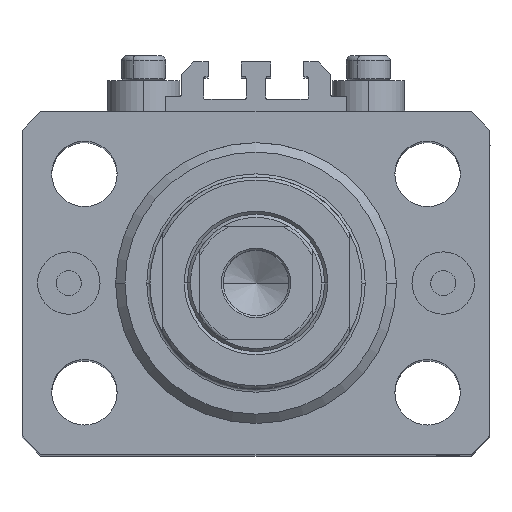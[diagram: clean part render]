
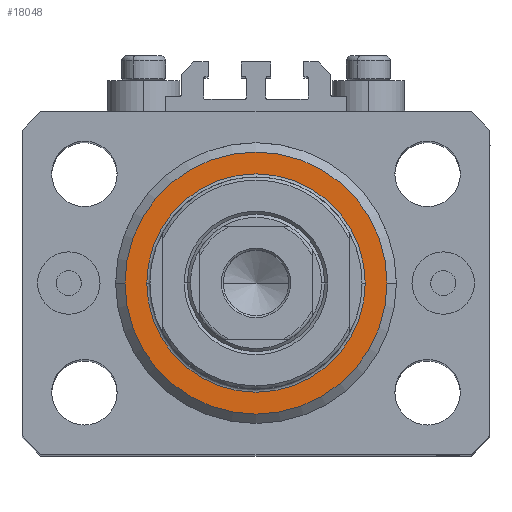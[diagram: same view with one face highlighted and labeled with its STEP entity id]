
A CAD part, top view. The second image highlights one B-rep face of the part: STEP entity #18048.
In plain terms, the highlighted face is planar.
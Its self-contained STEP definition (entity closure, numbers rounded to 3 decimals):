
#156 = DIRECTION ( 'NONE',  ( 0., 0., 1. ) ) ;
#1098 = PLANE ( 'NONE',  #29878 ) ;
#1962 = CARTESIAN_POINT ( 'NONE',  ( 21., 0., 0. ) ) ;
#2441 = CARTESIAN_POINT ( 'NONE',  ( 17.5, 0., 0. ) ) ;
#3601 = ORIENTED_EDGE ( 'NONE', *, *, #6911, .T. ) ;
#5228 = CARTESIAN_POINT ( 'NONE',  ( 0., 0., 0. ) ) ;
#5303 = CARTESIAN_POINT ( 'NONE',  ( 0., 0., 0. ) ) ;
#5532 = DIRECTION ( 'NONE',  ( 0., 0., -1. ) ) ;
#5864 = AXIS2_PLACEMENT_3D ( 'NONE', #5228, #37927, #34575 ) ;
#6709 = CARTESIAN_POINT ( 'NONE',  ( 0., 0., 0. ) ) ;
#6911 = EDGE_CURVE ( 'NONE', #35913, #27830, #31873, .T. ) ;
#8034 = FACE_BOUND ( 'NONE', #45634, .T. ) ;
#10960 = ORIENTED_EDGE ( 'NONE', *, *, #44092, .T. ) ;
#11307 = AXIS2_PLACEMENT_3D ( 'NONE', #21732, #21270, #46818 ) ;
#12049 = CARTESIAN_POINT ( 'NONE',  ( -17.5, 0., 0. ) ) ;
#12288 = EDGE_CURVE ( 'NONE', #27830, #35913, #17296, .T. ) ;
#13675 = AXIS2_PLACEMENT_3D ( 'NONE', #6709, #20297, #35342 ) ;
#16259 = DIRECTION ( 'NONE',  ( 1., 0., 0. ) ) ;
#17107 = CIRCLE ( 'NONE', #35413, 21. ) ;
#17296 = CIRCLE ( 'NONE', #5864, 17.5 ) ;
#18048 = ADVANCED_FACE ( 'NONE', ( #8034, #18523 ), #1098, .F. ) ;
#18321 = EDGE_LOOP ( 'NONE', ( #46595, #10960 ) ) ;
#18523 = FACE_OUTER_BOUND ( 'NONE', #18321, .T. ) ;
#20297 = DIRECTION ( 'NONE',  ( 0., 0., -1. ) ) ;
#21270 = DIRECTION ( 'NONE',  ( 0., 0., 1. ) ) ;
#21732 = CARTESIAN_POINT ( 'NONE',  ( 0., 0., 0. ) ) ;
#22003 = CARTESIAN_POINT ( 'NONE',  ( -21., 0., 0. ) ) ;
#22112 = CARTESIAN_POINT ( 'NONE',  ( 0., 0., 0. ) ) ;
#26408 = EDGE_CURVE ( 'NONE', #32114, #39042, #17107, .T. ) ;
#27830 = VERTEX_POINT ( 'NONE', #12049 ) ;
#29878 = AXIS2_PLACEMENT_3D ( 'NONE', #22112, #156, #37373 ) ;
#31873 = CIRCLE ( 'NONE', #11307, 17.5 ) ;
#32114 = VERTEX_POINT ( 'NONE', #1962 ) ;
#34575 = DIRECTION ( 'NONE',  ( 1., 0., 0. ) ) ;
#35342 = DIRECTION ( 'NONE',  ( 1., 0., 0. ) ) ;
#35413 = AXIS2_PLACEMENT_3D ( 'NONE', #5303, #5532, #16259 ) ;
#35913 = VERTEX_POINT ( 'NONE', #2441 ) ;
#37373 = DIRECTION ( 'NONE',  ( 1., 0., 0. ) ) ;
#37927 = DIRECTION ( 'NONE',  ( 0., 0., 1. ) ) ;
#39042 = VERTEX_POINT ( 'NONE', #22003 ) ;
#44092 = EDGE_CURVE ( 'NONE', #39042, #32114, #44176, .T. ) ;
#44176 = CIRCLE ( 'NONE', #13675, 21. ) ;
#45634 = EDGE_LOOP ( 'NONE', ( #3601, #46115 ) ) ;
#46115 = ORIENTED_EDGE ( 'NONE', *, *, #12288, .T. ) ;
#46595 = ORIENTED_EDGE ( 'NONE', *, *, #26408, .T. ) ;
#46818 = DIRECTION ( 'NONE',  ( 1., 0., 0. ) ) ;
